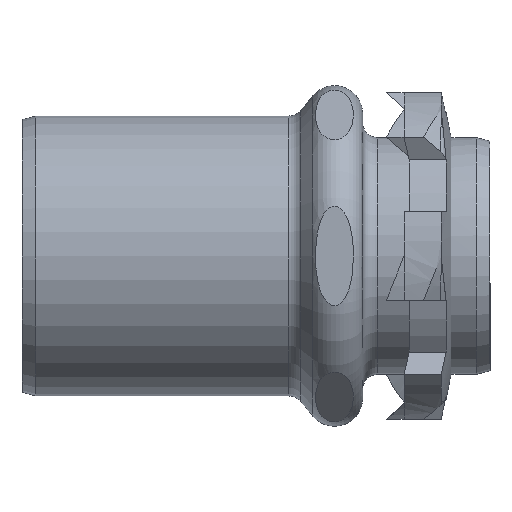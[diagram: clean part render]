
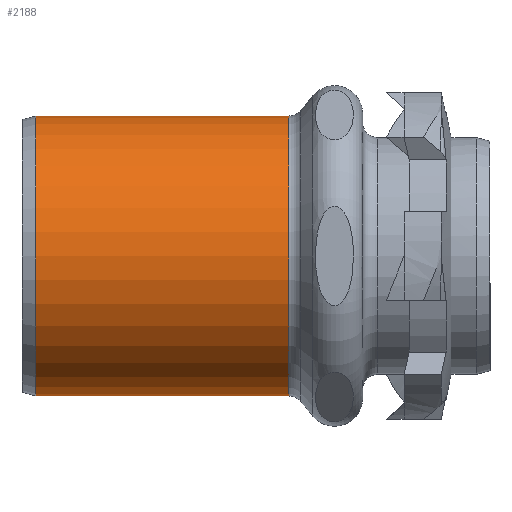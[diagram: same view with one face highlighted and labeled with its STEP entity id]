
A CAD part, front view. The second image highlights one B-rep face of the part: STEP entity #2188.
In plain terms, the highlighted cylindrical face has radius 9.45 mm (diameter 18.9 mm), a full revolution.
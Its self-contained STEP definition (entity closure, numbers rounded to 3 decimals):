
#39=CYLINDRICAL_SURFACE('',#2394,9.45);
#203=LINE('',#4083,#313);
#313=VECTOR('',#2826,9.45);
#374=B_SPLINE_CURVE_WITH_KNOTS('',3,(#4088,#4089,#4090,#4091,#4092,#4093,
#4094,#4095,#4096,#4097,#4098,#4099,#4100,#4101,#4102,#4103,#4104),
 .UNSPECIFIED.,.T.,.F.,(4,1,1,1,1,1,1,1,1,1,1,1,1,1,4),(-2.069,
-1.922,-1.774,-1.626,-1.478,
-1.256,-1.183,-0.985,-0.887,
-0.69,-0.591,-0.443,-0.296,
-0.148,0.),.UNSPECIFIED.);
#536=FACE_BOUND('',#757,.T.);
#626=FACE_OUTER_BOUND('',#756,.T.);
#756=EDGE_LOOP('',(#1889,#1890,#1891,#1892,#1893,#1894));
#757=EDGE_LOOP('',(#1895));
#881=CIRCLE('',#2395,9.45);
#882=CIRCLE('',#2396,9.45);
#883=CIRCLE('',#2397,9.45);
#884=CIRCLE('',#2398,9.45);
#1078=VERTEX_POINT('',#4078);
#1079=VERTEX_POINT('',#4079);
#1080=VERTEX_POINT('',#4082);
#1081=VERTEX_POINT('',#4084);
#1082=VERTEX_POINT('',#4087);
#1361=EDGE_CURVE('',#1078,#1079,#881,.T.);
#1362=EDGE_CURVE('',#1079,#1078,#882,.T.);
#1363=EDGE_CURVE('',#1079,#1080,#203,.T.);
#1364=EDGE_CURVE('',#1080,#1081,#883,.T.);
#1365=EDGE_CURVE('',#1081,#1080,#884,.T.);
#1366=EDGE_CURVE('',#1082,#1082,#374,.T.);
#1889=ORIENTED_EDGE('',*,*,#1361,.F.);
#1890=ORIENTED_EDGE('',*,*,#1362,.F.);
#1891=ORIENTED_EDGE('',*,*,#1363,.T.);
#1892=ORIENTED_EDGE('',*,*,#1364,.T.);
#1893=ORIENTED_EDGE('',*,*,#1365,.T.);
#1894=ORIENTED_EDGE('',*,*,#1363,.F.);
#1895=ORIENTED_EDGE('',*,*,#1366,.F.);
#2188=ADVANCED_FACE('',(#626,#536),#39,.T.);
#2394=AXIS2_PLACEMENT_3D('',#4077,#2820,#2821);
#2395=AXIS2_PLACEMENT_3D('',#4080,#2822,#2823);
#2396=AXIS2_PLACEMENT_3D('',#4081,#2824,#2825);
#2397=AXIS2_PLACEMENT_3D('',#4085,#2827,#2828);
#2398=AXIS2_PLACEMENT_3D('',#4086,#2829,#2830);
#2820=DIRECTION('center_axis',(-1.,0.,0.));
#2821=DIRECTION('ref_axis',(0.,1.,0.));
#2822=DIRECTION('center_axis',(-1.,0.,0.));
#2823=DIRECTION('ref_axis',(0.,-1.,0.));
#2824=DIRECTION('center_axis',(-1.,0.,0.));
#2825=DIRECTION('ref_axis',(0.,-1.,0.));
#2826=DIRECTION('',(1.,0.,0.));
#2827=DIRECTION('center_axis',(-1.,0.,0.));
#2828=DIRECTION('ref_axis',(0.,0.,
1.));
#2829=DIRECTION('center_axis',(-1.,0.,0.));
#2830=DIRECTION('ref_axis',(0.,0.,
1.));
#4077=CARTESIAN_POINT('Origin',(-14.,0.,0.));
#4078=CARTESIAN_POINT('',(-22.067,9.45,0.));
#4079=CARTESIAN_POINT('',(-22.067,-9.45,0.));
#4080=CARTESIAN_POINT('Origin',(-22.067,0.,
0.));
#4081=CARTESIAN_POINT('Origin',(-22.067,0.,
0.));
#4082=CARTESIAN_POINT('',(-5.,-9.45,0.));
#4083=CARTESIAN_POINT('',(-14.,-9.45,0.));
#4084=CARTESIAN_POINT('',(-5.,0.,-9.45));
#4085=CARTESIAN_POINT('Origin',(-5.,0.,0.));
#4086=CARTESIAN_POINT('Origin',(-5.,0.,0.));
#4087=CARTESIAN_POINT('',(-14.,8.571,3.979));
#4088=CARTESIAN_POINT('Ctrl Pts',(-14.,8.571,3.979));
#4089=CARTESIAN_POINT('Ctrl Pts',(-13.334,8.571,3.979));
#4090=CARTESIAN_POINT('Ctrl Pts',(-12.007,8.71,3.697));
#4091=CARTESIAN_POINT('Ctrl Pts',(-10.454,9.133,2.571));
#4092=CARTESIAN_POINT('Ctrl Pts',(-9.564,9.463,0.934));
#4093=CARTESIAN_POINT('Ctrl Pts',(-9.563,9.464,-1.251));
#4094=CARTESIAN_POINT('Ctrl Pts',(-10.678,9.048,-2.816));
#4095=CARTESIAN_POINT('Ctrl Pts',(-12.522,8.629,-3.876));
#4096=CARTESIAN_POINT('Ctrl Pts',(-14.248,8.504,-4.118));
#4097=CARTESIAN_POINT('Ctrl Pts',(-16.379,8.789,-3.51));
#4098=CARTESIAN_POINT('Ctrl Pts',(-17.694,9.188,-2.405));
#4099=CARTESIAN_POINT('Ctrl Pts',(-18.437,9.463,-0.724));
#4100=CARTESIAN_POINT('Ctrl Pts',(-18.435,9.462,0.932));
#4101=CARTESIAN_POINT('Ctrl Pts',(-17.545,9.133,2.572));
#4102=CARTESIAN_POINT('Ctrl Pts',(-15.993,8.71,3.697));
#4103=CARTESIAN_POINT('Ctrl Pts',(-14.666,8.571,3.979));
#4104=CARTESIAN_POINT('Ctrl Pts',(-14.,8.571,3.979));
